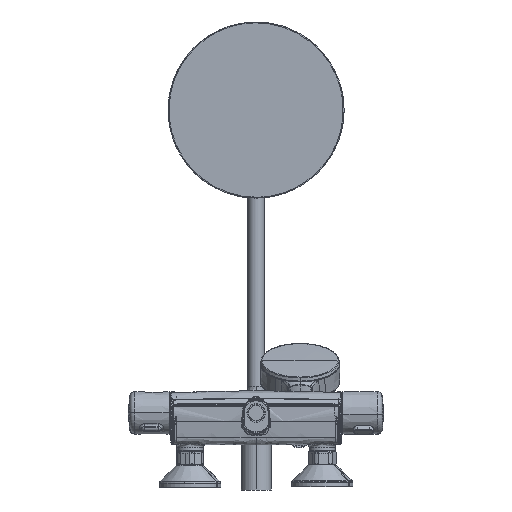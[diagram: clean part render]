
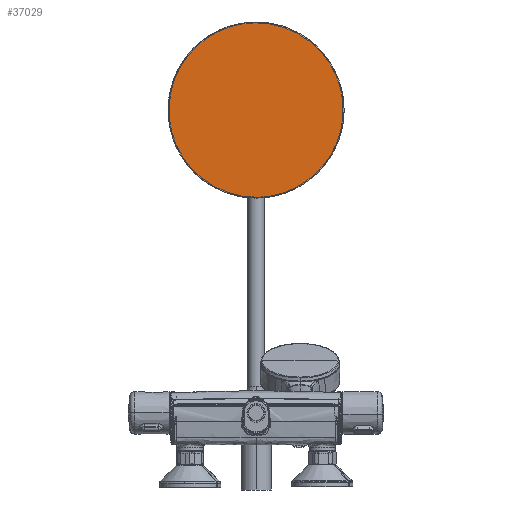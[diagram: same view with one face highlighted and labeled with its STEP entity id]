
A CAD part, front view. The second image highlights one B-rep face of the part: STEP entity #37029.
In plain terms, the highlighted planar face has unit normal (0, -1, 0).
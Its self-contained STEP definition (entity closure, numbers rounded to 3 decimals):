
#405 = ORIENTED_EDGE ( 'NONE', *, *, #4798, .F. ) ;
#1227 = CARTESIAN_POINT ( 'NONE',  ( 197.946, 999.53, 244.827 ) ) ;
#3088 =( BOUNDED_CURVE ( )  B_SPLINE_CURVE ( 3, ( #16178, #20913, #58302, #21322 ),
 .UNSPECIFIED., .F., .T. ) 
 B_SPLINE_CURVE_WITH_KNOTS ( ( 4, 4 ),
 ( 0., 1. ),
 .UNSPECIFIED. ) 
 CURVE ( )  GEOMETRIC_REPRESENTATION_ITEM ( )  RATIONAL_B_SPLINE_CURVE ( ( 1., 0.333, 0.333, 1. ) ) 
 REPRESENTATION_ITEM ( '' )  );
#4798 = EDGE_CURVE ( 'NONE', #32888, #22793, #3088, .T. ) ;
#7277 = PLANE ( 'NONE',  #15625 ) ;
#7679 = EDGE_LOOP ( 'NONE', ( #19981, #405 ) ) ;
#10690 = CARTESIAN_POINT ( 'NONE',  ( 0., 999.53, 442.773 ) ) ;
#15192 = CARTESIAN_POINT ( 'NONE',  ( 197.946, 999.53, 442.773 ) ) ;
#15399 = CARTESIAN_POINT ( 'NONE',  ( 0., 999.53, 244.827 ) ) ;
#15625 = AXIS2_PLACEMENT_3D ( 'NONE', #44289, #44707, #49010 ) ;
#16178 = CARTESIAN_POINT ( 'NONE',  ( 0., 999.53, 244.827 ) ) ;
#19981 = ORIENTED_EDGE ( 'NONE', *, *, #31306, .F. ) ;
#20913 = CARTESIAN_POINT ( 'NONE',  ( -197.946, 999.53, 244.827 ) ) ;
#21322 = CARTESIAN_POINT ( 'NONE',  ( 0., 999.53, 442.773 ) ) ;
#22793 = VERTEX_POINT ( 'NONE', #35286 ) ;
#31306 = EDGE_CURVE ( 'NONE', #22793, #32888, #53984, .T. ) ;
#32888 = VERTEX_POINT ( 'NONE', #49721 ) ;
#33268 = FACE_OUTER_BOUND ( 'NONE', #7679, .T. ) ;
#35286 = CARTESIAN_POINT ( 'NONE',  ( 0., 999.53, 442.773 ) ) ;
#37029 = ADVANCED_FACE ( 'NONE', ( #33268 ), #7277, .F. ) ;
#44289 = CARTESIAN_POINT ( 'NONE',  ( 0., 999.53, 343.8 ) ) ;
#44707 = DIRECTION ( 'NONE',  ( 0., 1., 0. ) ) ;
#49010 = DIRECTION ( 'NONE',  ( 0., 0., 1. ) ) ;
#49721 = CARTESIAN_POINT ( 'NONE',  ( 0., 999.53, 244.827 ) ) ;
#53984 =( BOUNDED_CURVE ( )  B_SPLINE_CURVE ( 3, ( #10690, #15192, #1227, #15399 ),
 .UNSPECIFIED., .F., .T. ) 
 B_SPLINE_CURVE_WITH_KNOTS ( ( 4, 4 ),
 ( 0., 1. ),
 .UNSPECIFIED. ) 
 CURVE ( )  GEOMETRIC_REPRESENTATION_ITEM ( )  RATIONAL_B_SPLINE_CURVE ( ( 1., 0.333, 0.333, 1. ) ) 
 REPRESENTATION_ITEM ( '' )  );
#58302 = CARTESIAN_POINT ( 'NONE',  ( -197.946, 999.53, 442.773 ) ) ;
